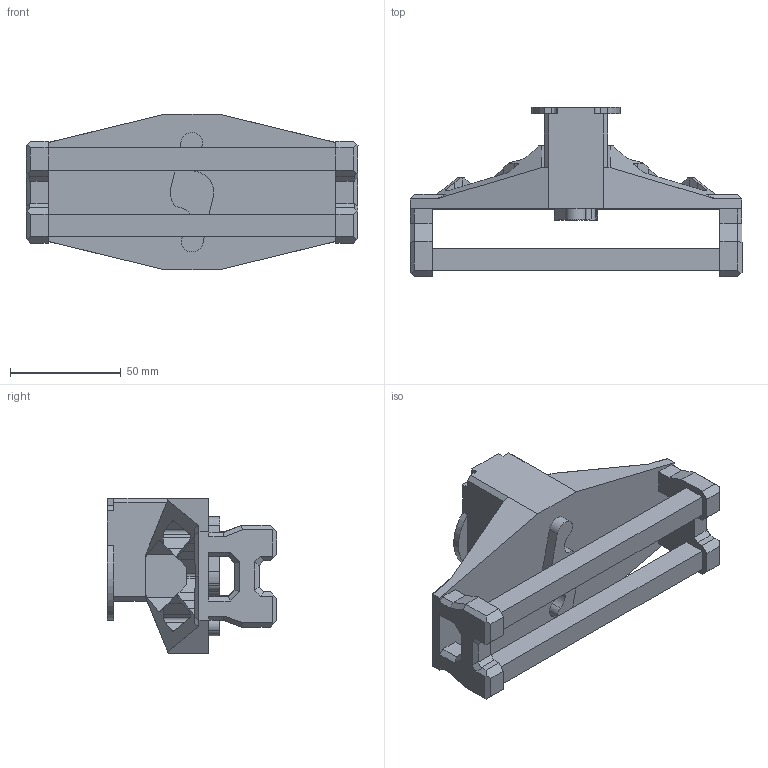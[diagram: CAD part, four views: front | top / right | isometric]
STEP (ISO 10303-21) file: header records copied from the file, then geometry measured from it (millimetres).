
FILE_DESCRIPTION (( 'STEP AP203' ), '1' );
FILE_NAME ('DRG.step_Default_sldprt.STEP', '2022-02-08T19:00:40', ( '' ), ( '' ), 'SwSTEP 2.0', 'SolidWorks 2018', '' );
FILE_SCHEMA (( 'CONFIG_CONTROL_DESIGN' ));
Length unit declared in the file: inch
Products named in the file (1): DRG.step_Default_sldprt
Bounding box: 150 x 76.7 x 70.3 mm (x, y, z)
Volume: 191399.2 mm3; surface area: 51473.2 mm2
Topology: 1 solids, 23 shells, 591 faces, 1525 edges, 976 vertices
Faces by surface type: plane 397, cylinder 158, cone 36
Entity records: 17800 total; most frequent: CARTESIAN_POINT 3270, ORIENTED_EDGE 3018, DIRECTION 2970, EDGE_CURVE 1509, LINE 1130, VECTOR 1130, VERTEX_POINT 976, AXIS2_PLACEMENT_3D 920
